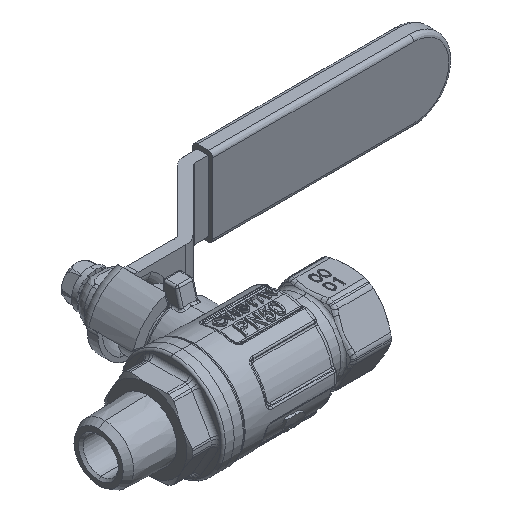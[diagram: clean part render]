
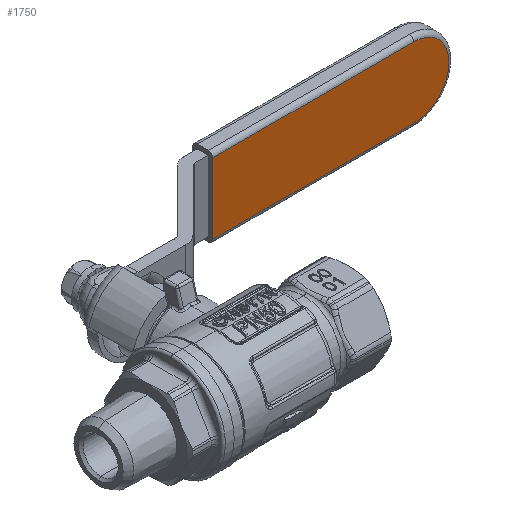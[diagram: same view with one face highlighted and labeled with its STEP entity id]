
A CAD part, isometric view. The second image highlights one B-rep face of the part: STEP entity #1750.
In plain terms, the highlighted planar face has unit normal (0, -1, 0).
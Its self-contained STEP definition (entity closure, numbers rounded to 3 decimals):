
#929 = CARTESIAN_POINT ( 'NONE',  ( 60.984, 37.8, 8. ) ) ;
#1750 = ADVANCED_FACE ( 'NONE', ( #48470 ), #2955, .T. ) ;
#1922 = CARTESIAN_POINT ( 'NONE',  ( 53.3, 37.8, -8. ) ) ;
#2955 = PLANE ( 'NONE',  #31018 ) ;
#3062 = CARTESIAN_POINT ( 'NONE',  ( 78.057, 37.8, -7.947 ) ) ;
#3234 = CARTESIAN_POINT ( 'NONE',  ( 84.173, 37.8, -3.534 ) ) ;
#3396 = CARTESIAN_POINT ( 'NONE',  ( 83.936, 37.8, 4.008 ) ) ;
#3442 = DIRECTION ( 'NONE',  ( 0., 0., 1. ) ) ;
#3564 = CARTESIAN_POINT ( 'NONE',  ( 78.048, 37.8, 7.948 ) ) ;
#3912 = CARTESIAN_POINT ( 'NONE',  ( 71.661, 37.8, 8. ) ) ;
#4719 = CARTESIAN_POINT ( 'NONE',  ( 41.295, 37.8, 8. ) ) ;
#5700 = CARTESIAN_POINT ( 'NONE',  ( 77., 37.8, -8. ) ) ;
#6269 = LINE ( 'NONE', #7178, #15064 ) ;
#6709 = DIRECTION ( 'NONE',  ( 0., -1., 0. ) ) ;
#6810 = CARTESIAN_POINT ( 'NONE',  ( 79.582, 37.8, -7.59 ) ) ;
#6977 = CARTESIAN_POINT ( 'NONE',  ( 84.586, 37.8, -2.566 ) ) ;
#7137 = CARTESIAN_POINT ( 'NONE',  ( 83.024, 37.8, 5.29 ) ) ;
#7178 = CARTESIAN_POINT ( 'NONE',  ( 31.45, 37.8, 0. ) ) ;
#7300 = CARTESIAN_POINT ( 'NONE',  ( 77., 37.8, 8. ) ) ;
#9475 = VERTEX_POINT ( 'NONE', #35299 ) ;
#10554 = CARTESIAN_POINT ( 'NONE',  ( 80.547, 37.8, -7.175 ) ) ;
#10718 = CARTESIAN_POINT ( 'NONE',  ( 84.946, 37.8, -1.043 ) ) ;
#10885 = CARTESIAN_POINT ( 'NONE',  ( 82.278, 37.8, 6.018 ) ) ;
#10999 = ORIENTED_EDGE ( 'NONE', *, *, #48362, .F. ) ;
#13571 = VERTEX_POINT ( 'NONE', #34806 ) ;
#14337 = CARTESIAN_POINT ( 'NONE',  ( 81.234, 37.8, -6.792 ) ) ;
#14505 = CARTESIAN_POINT ( 'NONE',  ( 84.999, 37.8, 0.53 ) ) ;
#14672 = CARTESIAN_POINT ( 'NONE',  ( 81.659, 37.8, 6.508 ) ) ;
#15064 = VECTOR ( 'NONE', #3442, 1000. ) ;
#15645 = ORIENTED_EDGE ( 'NONE', *, *, #38742, .T. ) ;
#16823 = CARTESIAN_POINT ( 'NONE',  ( 32.783, 37.8, -8. ) ) ;
#17615 = EDGE_CURVE ( 'NONE', #9475, #28076, #47724, .T. ) ;
#18096 = CARTESIAN_POINT ( 'NONE',  ( 82.288, 37.8, -6.026 ) ) ;
#18263 = CARTESIAN_POINT ( 'NONE',  ( 84.789, 37.8, 1.818 ) ) ;
#18420 = CARTESIAN_POINT ( 'NONE',  ( 80.547, 37.8, 7.19 ) ) ;
#20576 = CARTESIAN_POINT ( 'NONE',  ( 36.117, 37.8, -8. ) ) ;
#21711 = CARTESIAN_POINT ( 'NONE',  ( 77., 37.8, -8. ) ) ;
#21862 = CARTESIAN_POINT ( 'NONE',  ( 83.363, 37.8, -4.872 ) ) ;
#22021 = CARTESIAN_POINT ( 'NONE',  ( 84.569, 37.8, 2.576 ) ) ;
#22182 = CARTESIAN_POINT ( 'NONE',  ( 79.573, 37.8, 7.579 ) ) ;
#23345 = CARTESIAN_POINT ( 'NONE',  ( 66.323, 37.8, 8. ) ) ;
#24335 = CARTESIAN_POINT ( 'NONE',  ( 41.45, 37.8, -8. ) ) ;
#25470 = CARTESIAN_POINT ( 'NONE',  ( 77.528, 37.8, -8. ) ) ;
#25629 = CARTESIAN_POINT ( 'NONE',  ( 83.927, 37.8, -3.996 ) ) ;
#25793 = CARTESIAN_POINT ( 'NONE',  ( 84.181, 37.8, 3.544 ) ) ;
#25942 = CARTESIAN_POINT ( 'NONE',  ( 78.816, 37.8, 7.796 ) ) ;
#27102 = CARTESIAN_POINT ( 'NONE',  ( 51.139, 37.8, 8. ) ) ;
#28076 = VERTEX_POINT ( 'NONE', #42195 ) ;
#28103 = CARTESIAN_POINT ( 'NONE',  ( 65.15, 37.8, -8. ) ) ;
#28306 = B_SPLINE_CURVE_WITH_KNOTS ( 'NONE', 3,
 ( #42075, #3912, #23345, #929, #27102, #4719, #30861 ),
 .UNSPECIFIED., .F., .F.,
 ( 4, 3, 4 ),
 ( 0., 0.016, 0.046 ),
 .UNSPECIFIED. ) ;
#29176 = EDGE_LOOP ( 'NONE', ( #10999, #31435, #15645, #37450 ) ) ;
#29223 = CARTESIAN_POINT ( 'NONE',  ( 79.084, 37.8, -7.742 ) ) ;
#29375 = CARTESIAN_POINT ( 'NONE',  ( 84.285, 37.8, -3.294 ) ) ;
#29540 = CARTESIAN_POINT ( 'NONE',  ( 83.353, 37.8, 4.886 ) ) ;
#29716 = CARTESIAN_POINT ( 'NONE',  ( 77.528, 37.8, 8. ) ) ;
#30861 = CARTESIAN_POINT ( 'NONE',  ( 31.45, 37.8, 8. ) ) ;
#31018 = AXIS2_PLACEMENT_3D ( 'NONE', #47808, #6709, #32898 ) ;
#31204 = EDGE_CURVE ( 'NONE', #13571, #38013, #28306, .T. ) ;
#31435 = ORIENTED_EDGE ( 'NONE', *, *, #17615, .T. ) ;
#32154 = CARTESIAN_POINT ( 'NONE',  ( 31.45, 37.8, 8. ) ) ;
#32898 = DIRECTION ( 'NONE',  ( 0., 0., -1. ) ) ;
#33011 = CARTESIAN_POINT ( 'NONE',  ( 80.307, 37.8, -7.289 ) ) ;
#33172 = CARTESIAN_POINT ( 'NONE',  ( 84.739, 37.8, -2.067 ) ) ;
#33340 = CARTESIAN_POINT ( 'NONE',  ( 82.471, 37.8, 5.842 ) ) ;
#34806 = CARTESIAN_POINT ( 'NONE',  ( 77., 37.8, 8. ) ) ;
#35299 = CARTESIAN_POINT ( 'NONE',  ( 31.45, 37.8, -8. ) ) ;
#35528 = CARTESIAN_POINT ( 'NONE',  ( 31.45, 37.8, -8. ) ) ;
#36823 = CARTESIAN_POINT ( 'NONE',  ( 81.01, 37.8, -6.927 ) ) ;
#36978 = CARTESIAN_POINT ( 'NONE',  ( 85.001, 37.8, -0.513 ) ) ;
#37143 = CARTESIAN_POINT ( 'NONE',  ( 81.871, 37.8, 6.351 ) ) ;
#37450 = ORIENTED_EDGE ( 'NONE', *, *, #31204, .T. ) ;
#38013 = VERTEX_POINT ( 'NONE', #32154 ) ;
#38742 = EDGE_CURVE ( 'NONE', #28076, #13571, #42565, .T. ) ;
#39302 = CARTESIAN_POINT ( 'NONE',  ( 32.117, 37.8, -8. ) ) ;
#40595 = CARTESIAN_POINT ( 'NONE',  ( 81.884, 37.8, -6.357 ) ) ;
#40753 = CARTESIAN_POINT ( 'NONE',  ( 84.946, 37.8, 1.047 ) ) ;
#40918 = CARTESIAN_POINT ( 'NONE',  ( 81.006, 37.8, 6.944 ) ) ;
#42075 = CARTESIAN_POINT ( 'NONE',  ( 77., 37.8, 8. ) ) ;
#42195 = CARTESIAN_POINT ( 'NONE',  ( 77., 37.8, -8. ) ) ;
#42565 = B_SPLINE_CURVE_WITH_KNOTS ( 'NONE', 3,
 ( #21711, #25470, #3062, #29223, #6810, #33011, #10554, #36823, #14337, #40595, #18096, #44354, #21862, #48078, #25629, #3234, #29375, #6977, #33172, #10718, #36978, #14505, #40753, #18263, #44514, #22021, #48238, #25793, #3396, #29540, #7137, #33340, #10885, #37143, #14672, #40918, #18420, #44679, #22182, #48399, #25942, #3564, #29716, #7300 ),
 .UNSPECIFIED., .F., .F.,
 ( 4, 2, 2, 2, 2, 2, 2, 2, 2, 2, 2, 2, 2, 2, 2, 2, 2, 2, 2, 2, 2, 4 ),
 ( 0., 0.002, 0.003, 0.004, 0.005, 0.006, 0.008, 0.009, 0.009, 0.011, 0.013, 0.014, 0.015, 0.016, 0.017, 0.019, 0.02, 0.021, 0.022, 0.023, 0.024, 0.025 ),
 .UNSPECIFIED. ) ;
#43066 = CARTESIAN_POINT ( 'NONE',  ( 33.45, 37.8, -8. ) ) ;
#44354 = CARTESIAN_POINT ( 'NONE',  ( 83.033, 37.8, -5.28 ) ) ;
#44514 = CARTESIAN_POINT ( 'NONE',  ( 84.723, 37.8, 2.075 ) ) ;
#44679 = CARTESIAN_POINT ( 'NONE',  ( 79.822, 37.8, 7.49 ) ) ;
#46795 = CARTESIAN_POINT ( 'NONE',  ( 38.783, 37.8, -8. ) ) ;
#47724 = B_SPLINE_CURVE_WITH_KNOTS ( 'NONE', 3,
 ( #35528, #39302, #16823, #43066, #20576, #46795, #24335, #1922, #28103, #5700 ),
 .UNSPECIFIED., .F., .F.,
 ( 4, 3, 3, 4 ),
 ( 0., 0.002, 0.01, 0.046 ),
 .UNSPECIFIED. ) ;
#47808 = CARTESIAN_POINT ( 'NONE',  ( 77., 37.8, 0. ) ) ;
#48078 = CARTESIAN_POINT ( 'NONE',  ( 83.794, 37.8, -4.221 ) ) ;
#48238 = CARTESIAN_POINT ( 'NONE',  ( 84.481, 37.8, 2.822 ) ) ;
#48362 = EDGE_CURVE ( 'NONE', #9475, #38013, #6269, .T. ) ;
#48399 = CARTESIAN_POINT ( 'NONE',  ( 79.07, 37.8, 7.732 ) ) ;
#48470 = FACE_OUTER_BOUND ( 'NONE', #29176, .T. ) ;
